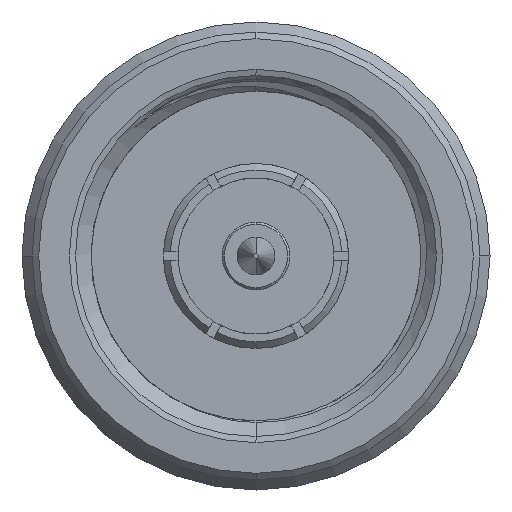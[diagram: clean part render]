
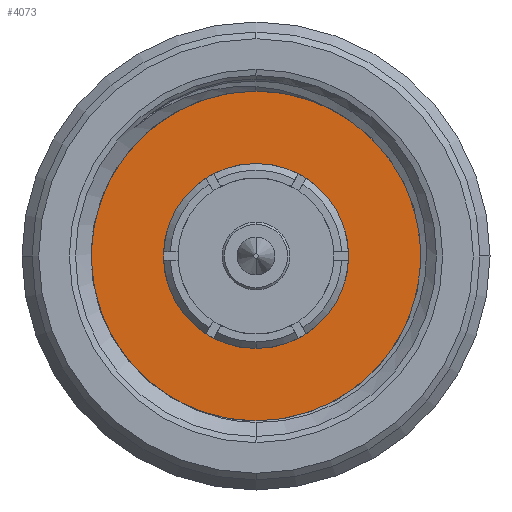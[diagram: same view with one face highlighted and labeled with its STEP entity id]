
A CAD part, left-side view. The second image highlights one B-rep face of the part: STEP entity #4073.
In plain terms, the highlighted planar face has unit normal (-1, 0, 0).
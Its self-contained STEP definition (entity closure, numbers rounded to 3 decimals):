
#315 = VERTEX_POINT ( 'NONE', #1583 ) ;
#327 = VERTEX_POINT ( 'NONE', #2987 ) ;
#739 = PLANE ( 'NONE',  #3840 ) ;
#1101 = ORIENTED_EDGE ( 'NONE', *, *, #1250, .F. ) ;
#1237 = CARTESIAN_POINT ( 'NONE',  ( 9.5, 0., -4.15 ) ) ;
#1250 = EDGE_CURVE ( 'NONE', #327, #315, #1738, .T. ) ;
#1385 = DIRECTION ( 'NONE',  ( 1., 0., 0. ) ) ;
#1423 = AXIS2_PLACEMENT_3D ( 'NONE', #1553, #2293, #3017 ) ;
#1490 = DIRECTION ( 'NONE',  ( 0., 0., 1. ) ) ;
#1553 = CARTESIAN_POINT ( 'NONE',  ( 9.5, 0., 0. ) ) ;
#1559 = CIRCLE ( 'NONE', #2911, 4.15 ) ;
#1583 = CARTESIAN_POINT ( 'NONE',  ( 9.5, 0., -7.965 ) ) ;
#1676 = ORIENTED_EDGE ( 'NONE', *, *, #1775, .T. ) ;
#1738 = CIRCLE ( 'NONE', #2233, 7.965 ) ;
#1752 = DIRECTION ( 'NONE',  ( 0., 0., -1. ) ) ;
#1775 = EDGE_CURVE ( 'NONE', #3255, #3997, #1559, .T. ) ;
#1820 = DIRECTION ( 'NONE',  ( 1., 0., 0. ) ) ;
#1828 = ORIENTED_EDGE ( 'NONE', *, *, #4524, .T. ) ;
#2089 = ORIENTED_EDGE ( 'NONE', *, *, #3717, .F. ) ;
#2233 = AXIS2_PLACEMENT_3D ( 'NONE', #3186, #1385, #1752 ) ;
#2293 = DIRECTION ( 'NONE',  ( 1., 0., 0. ) ) ;
#2654 = EDGE_LOOP ( 'NONE', ( #2089, #1101 ) ) ;
#2811 = DIRECTION ( 'NONE',  ( 0., 0., -1. ) ) ;
#2911 = AXIS2_PLACEMENT_3D ( 'NONE', #4279, #3914, #2811 ) ;
#2987 = CARTESIAN_POINT ( 'NONE',  ( 9.5, 0., 7.965 ) ) ;
#3017 = DIRECTION ( 'NONE',  ( 0., 0., -1. ) ) ;
#3106 = CIRCLE ( 'NONE', #1423, 4.15 ) ;
#3186 = CARTESIAN_POINT ( 'NONE',  ( 9.5, 0., 0. ) ) ;
#3243 = CARTESIAN_POINT ( 'NONE',  ( 9.5, 0., 0. ) ) ;
#3255 = VERTEX_POINT ( 'NONE', #4645 ) ;
#3277 = CIRCLE ( 'NONE', #4186, 7.965 ) ;
#3600 = FACE_OUTER_BOUND ( 'NONE', #2654, .T. ) ;
#3717 = EDGE_CURVE ( 'NONE', #315, #327, #3277, .T. ) ;
#3840 = AXIS2_PLACEMENT_3D ( 'NONE', #3243, #4693, #1490 ) ;
#3914 = DIRECTION ( 'NONE',  ( 1., 0., 0. ) ) ;
#3951 = FACE_BOUND ( 'NONE', #4062, .T. ) ;
#3997 = VERTEX_POINT ( 'NONE', #1237 ) ;
#4062 = EDGE_LOOP ( 'NONE', ( #1828, #1676 ) ) ;
#4073 = ADVANCED_FACE ( 'NONE', ( #3600, #3951 ), #739, .T. ) ;
#4186 = AXIS2_PLACEMENT_3D ( 'NONE', #4372, #1820, #4323 ) ;
#4279 = CARTESIAN_POINT ( 'NONE',  ( 9.5, 0., 0. ) ) ;
#4323 = DIRECTION ( 'NONE',  ( 0., 0., -1. ) ) ;
#4372 = CARTESIAN_POINT ( 'NONE',  ( 9.5, 0., 0. ) ) ;
#4524 = EDGE_CURVE ( 'NONE', #3997, #3255, #3106, .T. ) ;
#4645 = CARTESIAN_POINT ( 'NONE',  ( 9.5, 0., 4.15 ) ) ;
#4693 = DIRECTION ( 'NONE',  ( -1., 0., 0. ) ) ;
